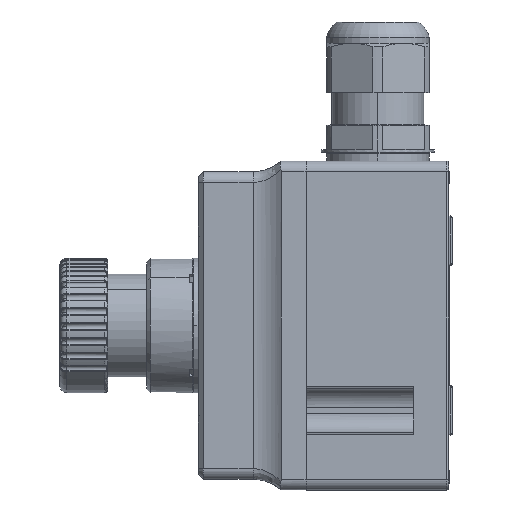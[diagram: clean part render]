
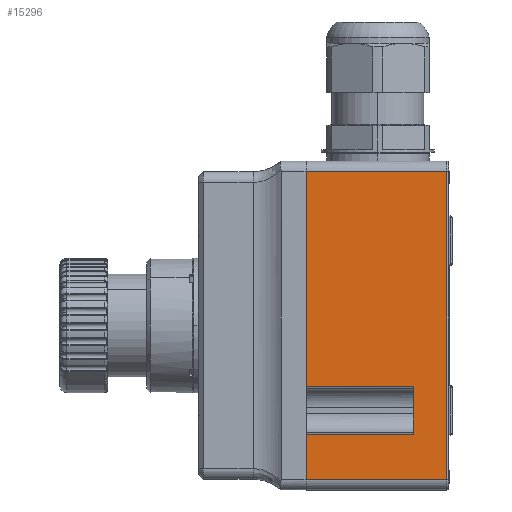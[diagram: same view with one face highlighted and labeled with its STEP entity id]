
A CAD part, left-side view. The second image highlights one B-rep face of the part: STEP entity #15296.
In plain terms, the highlighted planar face has unit normal (-1, 0, 0).
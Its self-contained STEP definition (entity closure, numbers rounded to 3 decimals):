
#1398 = EDGE_CURVE ( 'NONE', #167894, #120175, #130980, .T. ) ;
#2768 = CARTESIAN_POINT ( 'NONE',  ( -40., 0.5, 43.5 ) ) ;
#3623 = LINE ( 'NONE', #30751, #128735 ) ;
#3801 = EDGE_CURVE ( 'NONE', #64739, #137494, #3623, .T. ) ;
#4799 = EDGE_CURVE ( 'NONE', #8684, #180538, #125975, .T. ) ;
#6876 = EDGE_CURVE ( 'NONE', #167894, #137494, #57150, .T. ) ;
#7230 = DIRECTION ( 'NONE',  ( 0., 0., 1. ) ) ;
#8684 = VERTEX_POINT ( 'NONE', #178838 ) ;
#15296 = ADVANCED_FACE ( 'NONE', ( #171692 ), #123617, .F. ) ;
#16624 = DIRECTION ( 'NONE',  ( 1., 0., 0. ) ) ;
#20293 = DIRECTION ( 'NONE',  ( 0., -1., 0. ) ) ;
#22328 = CARTESIAN_POINT ( 'NONE',  ( -40., 0.5, -43.5 ) ) ;
#30751 = CARTESIAN_POINT ( 'NONE',  ( -40., -17.037, -30.708 ) ) ;
#31591 = VERTEX_POINT ( 'NONE', #2768 ) ;
#32731 = EDGE_CURVE ( 'NONE', #120175, #31591, #102802, .T. ) ;
#38159 = ORIENTED_EDGE ( 'NONE', *, *, #3801, .T. ) ;
#47786 = LINE ( 'NONE', #50976, #89473 ) ;
#50976 = CARTESIAN_POINT ( 'NONE',  ( -40., 40.3, 43.5 ) ) ;
#51948 = CARTESIAN_POINT ( 'NONE',  ( -40., 40.3, -43.5 ) ) ;
#56579 = CARTESIAN_POINT ( 'NONE',  ( -40., 40.3, -46.5 ) ) ;
#57150 = LINE ( 'NONE', #56579, #123382 ) ;
#58584 = VECTOR ( 'NONE', #137782, 1000. ) ;
#59193 = DIRECTION ( 'NONE',  ( 0., 1., 0. ) ) ;
#63664 = DIRECTION ( 'NONE',  ( 0., 1., 0. ) ) ;
#64739 = VERTEX_POINT ( 'NONE', #160318 ) ;
#73243 = CARTESIAN_POINT ( 'NONE',  ( -40., 0.5, -46.5 ) ) ;
#83483 = CARTESIAN_POINT ( 'NONE',  ( -40., 40.3, -46.5 ) ) ;
#84077 = EDGE_CURVE ( 'NONE', #8684, #64739, #183807, .T. ) ;
#85535 = DIRECTION ( 'NONE',  ( 0., 0., 1. ) ) ;
#85640 = AXIS2_PLACEMENT_3D ( 'NONE', #95439, #16624, #140149 ) ;
#87143 = CARTESIAN_POINT ( 'NONE',  ( -40., 40.3, -30.708 ) ) ;
#89268 = VECTOR ( 'NONE', #20293, 1000. ) ;
#89473 = VECTOR ( 'NONE', #59193, 1000. ) ;
#93694 = CARTESIAN_POINT ( 'NONE',  ( -40., 40.3, -43.5 ) ) ;
#95368 = VECTOR ( 'NONE', #85535, 1000. ) ;
#95439 = CARTESIAN_POINT ( 'NONE',  ( -40., 40.3, -46.5 ) ) ;
#96878 = EDGE_LOOP ( 'NONE', ( #169654, #116561, #135461, #107891, #188635, #197577, #194726, #38159 ) ) ;
#97555 = CARTESIAN_POINT ( 'NONE',  ( -40., 40.3, -17.292 ) ) ;
#98516 = DIRECTION ( 'NONE',  ( 0., 0., -1. ) ) ;
#102802 = LINE ( 'NONE', #73243, #58584 ) ;
#103064 = CARTESIAN_POINT ( 'NONE',  ( -40., 40.3, 43.5 ) ) ;
#103456 = EDGE_CURVE ( 'NONE', #180538, #198314, #171479, .T. ) ;
#107891 = ORIENTED_EDGE ( 'NONE', *, *, #108422, .T. ) ;
#108422 = EDGE_CURVE ( 'NONE', #31591, #198314, #47786, .T. ) ;
#108642 = DIRECTION ( 'NONE',  ( 0., 1., 0. ) ) ;
#116095 = VECTOR ( 'NONE', #108642, 1000. ) ;
#116561 = ORIENTED_EDGE ( 'NONE', *, *, #1398, .T. ) ;
#120175 = VERTEX_POINT ( 'NONE', #22328 ) ;
#123382 = VECTOR ( 'NONE', #7230, 1000. ) ;
#123617 = PLANE ( 'NONE',  #85640 ) ;
#125052 = VECTOR ( 'NONE', #98516, 1000. ) ;
#125975 = LINE ( 'NONE', #173697, #116095 ) ;
#128735 = VECTOR ( 'NONE', #63664, 1000. ) ;
#130980 = LINE ( 'NONE', #93694, #89268 ) ;
#135461 = ORIENTED_EDGE ( 'NONE', *, *, #32731, .T. ) ;
#137494 = VERTEX_POINT ( 'NONE', #87143 ) ;
#137782 = DIRECTION ( 'NONE',  ( 0., 0., 1. ) ) ;
#140149 = DIRECTION ( 'NONE',  ( 0., 0., -1. ) ) ;
#160318 = CARTESIAN_POINT ( 'NONE',  ( -40., 10., -30.708 ) ) ;
#167894 = VERTEX_POINT ( 'NONE', #51948 ) ;
#169654 = ORIENTED_EDGE ( 'NONE', *, *, #6876, .F. ) ;
#171479 = LINE ( 'NONE', #83483, #95368 ) ;
#171692 = FACE_OUTER_BOUND ( 'NONE', #96878, .T. ) ;
#173697 = CARTESIAN_POINT ( 'NONE',  ( -40., -17.037, -17.292 ) ) ;
#178838 = CARTESIAN_POINT ( 'NONE',  ( -40., 10., -17.292 ) ) ;
#180538 = VERTEX_POINT ( 'NONE', #97555 ) ;
#183807 = LINE ( 'NONE', #192382, #125052 ) ;
#188635 = ORIENTED_EDGE ( 'NONE', *, *, #103456, .F. ) ;
#192382 = CARTESIAN_POINT ( 'NONE',  ( -40., 10., -30.708 ) ) ;
#194726 = ORIENTED_EDGE ( 'NONE', *, *, #84077, .T. ) ;
#197577 = ORIENTED_EDGE ( 'NONE', *, *, #4799, .F. ) ;
#198314 = VERTEX_POINT ( 'NONE', #103064 ) ;
